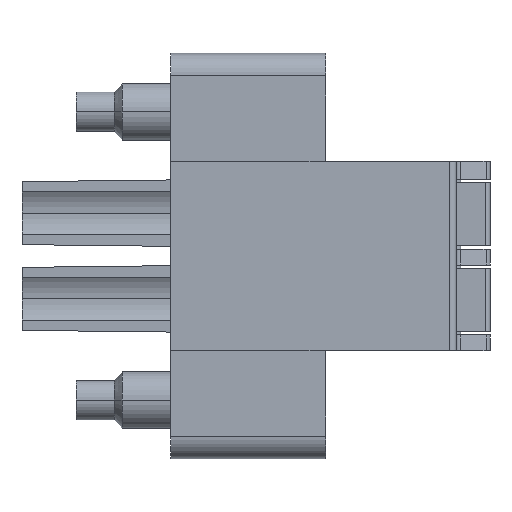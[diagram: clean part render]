
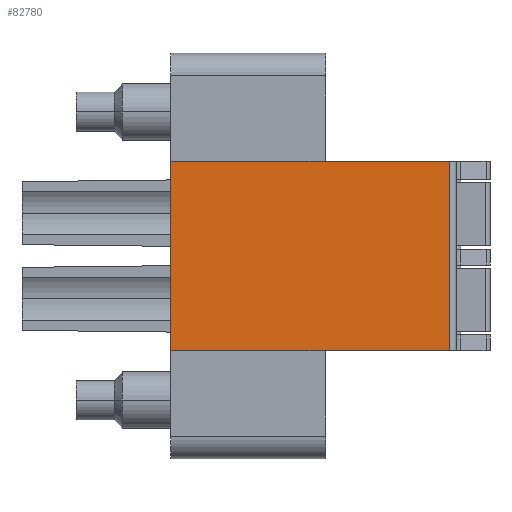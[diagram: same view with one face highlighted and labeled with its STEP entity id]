
A CAD part, front view. The second image highlights one B-rep face of the part: STEP entity #82780.
In plain terms, the highlighted planar face has unit normal (0, -1, 0).
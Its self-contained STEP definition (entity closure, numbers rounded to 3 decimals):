
#110=CARTESIAN_POINT('',(-30.459,40.614,
   2.3));
#120=VERTEX_POINT('',#110);
#170=CARTESIAN_POINT('',(-30.459,40.614,
   2.3));
#180=DIRECTION('',(-1.,0.,
   0.));
#190=VECTOR('',#180,1.);
#200=LINE('',#170,#190);
#210=CARTESIAN_POINT('',(-42.859,40.614,
   2.3));
#220=VERTEX_POINT('',#210);
#230=EDGE_CURVE('',#120,#220,#200,.T.);
#59980=CARTESIAN_POINT('',(-30.459,
   40.614,-6.11));
#59990=VERTEX_POINT('',#59980);
#60040=CARTESIAN_POINT('',(-30.459,
   40.614,0.));
#60050=DIRECTION('',(0.,0.,
   -1.));
#60060=VECTOR('',#60050,1.);
#60070=LINE('',#60040,#60060);
#60080=EDGE_CURVE('',#120,#59990,#60070,.T.);
#82550=CARTESIAN_POINT('',(-42.859,
   40.614,0.));
#82560=DIRECTION('',(0.,-1.,
   0.));
#82570=DIRECTION('',(-1.,0.,
   0.));
#82580=AXIS2_PLACEMENT_3D('',#82550,#82560,#82570);
#82590=PLANE('',#82580);
#82600=ORIENTED_EDGE('',*,*,#230,.T.);
#82610=ORIENTED_EDGE('',*,*,#60080,.F.);
#82620=CARTESIAN_POINT('',(-30.459,
   40.614,-6.11));
#82630=DIRECTION('',(-1.,0.,
   0.));
#82640=VECTOR('',#82630,1.);
#82650=LINE('',#82620,#82640);
#82660=CARTESIAN_POINT('',(-42.859,
   40.614,-6.11));
#82670=VERTEX_POINT('',#82660);
#82680=EDGE_CURVE('',#59990,#82670,#82650,.T.);
#82690=ORIENTED_EDGE('',*,*,#82680,.F.);
#82700=CARTESIAN_POINT('',(-42.859,
   40.614,0.));
#82710=DIRECTION('',(0.,0.,
   -1.));
#82720=VECTOR('',#82710,1.);
#82730=LINE('',#82700,#82720);
#82740=EDGE_CURVE('',#220,#82670,#82730,.T.);
#82750=ORIENTED_EDGE('',*,*,#82740,.T.);
#82760=EDGE_LOOP('',(#82750,#82690,#82610,#82600));
#82770=FACE_OUTER_BOUND('',#82760,.T.);
#82780=ADVANCED_FACE('',(#82770),#82590,.T.);
